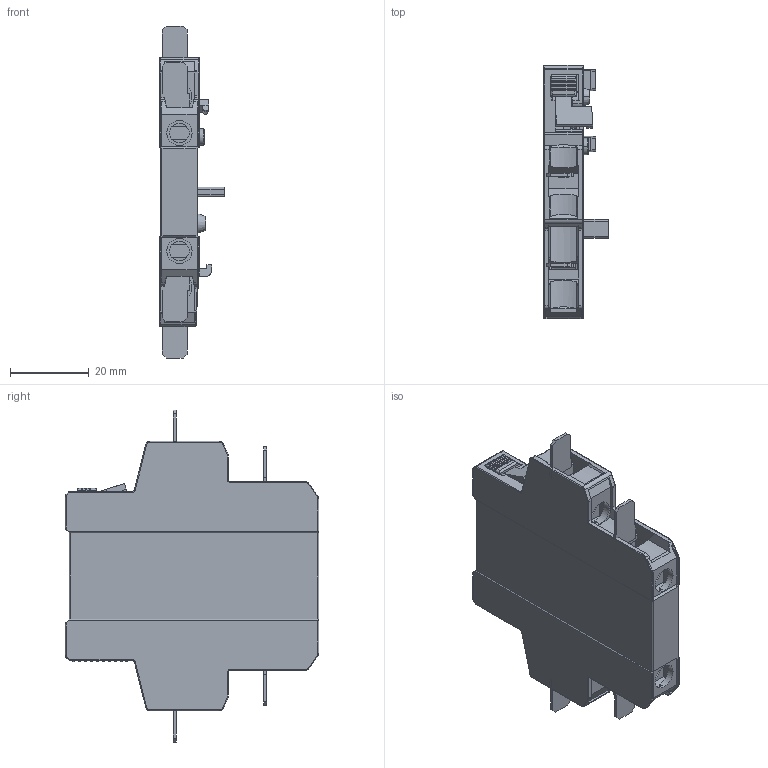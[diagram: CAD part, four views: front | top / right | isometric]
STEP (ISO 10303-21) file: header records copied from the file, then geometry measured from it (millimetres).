
FILE_DESCRIPTION (( 'STEP AP203' ), '1' );
FILE_NAME ('WDPAXFC11Q.STEP', '2024-08-08T18:16:17', ( '' ), ( '' ), 'SwSTEP 2.0', 'SolidWorks 2023', '' );
FILE_SCHEMA (( 'CONFIG_CONTROL_DESIGN' ));
Length unit declared in the file: inch
Products named in the file (1): WDPAXFC11Q
Bounding box: 16.4 x 64.5 x 84.5 mm (x, y, z)
Volume: 16940.9 mm3; surface area: 23657.1 mm2
Topology: 5 solids, 5 shells, 1259 faces, 3365 edges, 2139 vertices
Faces by surface type: plane 687, cylinder 428, bspline 126, torus 12, cone 6
Entity records: 42809 total; most frequent: CARTESIAN_POINT 12242, ORIENTED_EDGE 6650, DIRECTION 6033, EDGE_CURVE 3325, VERTEX_POINT 2139, VECTOR 2125, LINE 2125, AXIS2_PLACEMENT_3D 1954
